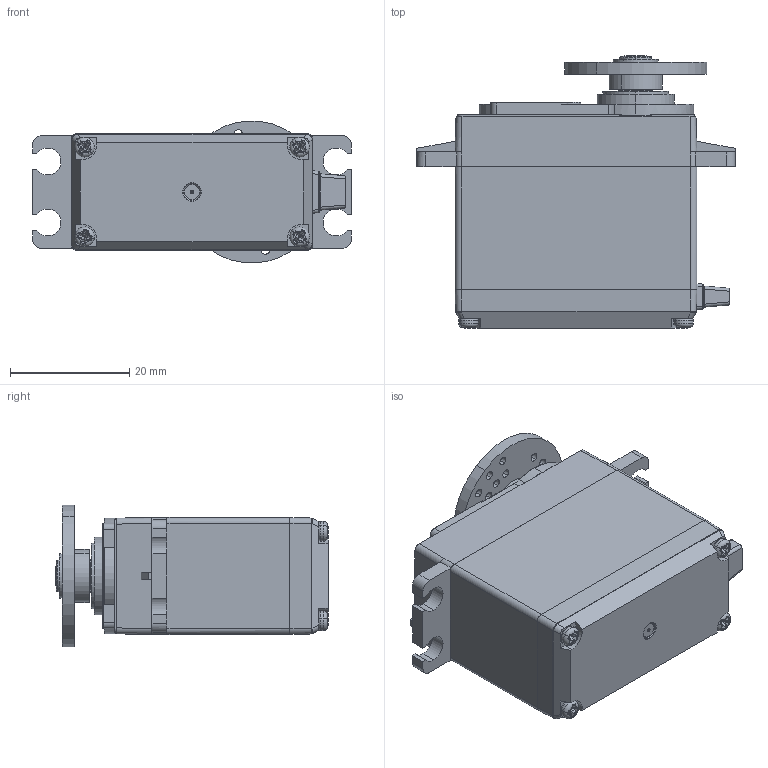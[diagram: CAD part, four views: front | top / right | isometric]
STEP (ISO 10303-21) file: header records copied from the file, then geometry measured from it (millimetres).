
FILE_DESCRIPTION (( 'STEP AP203' ), '1' );
FILE_NAME ('03.STEP', '2018-03-28T08:59:12', ( '' ), ( '' ), 'SwSTEP 2.0', 'SolidWorks 2015', '' );
FILE_SCHEMA (( 'CONFIG_CONTROL_DESIGN' ));
Length unit declared in the file: millimetre
Products named in the file (6): Íàêëåéêà ñåðâû; ROBOT SERVO Hitec HSR-2645CR 鐏鳧氀; ROBOT SERVO Hitec HSR-2645CR; ROBOT SERVO Hitec HSR-2645CR 睯艜 2; 03; ROBOT SERVO Hitec HSR-2645CR 睯艜
Assembly tree (8 placements, depth 2):
  03
    ROBOT SERVO Hitec HSR-2645CR
    Íàêëåéêà ñåðâû
    ROBOT SERVO Hitec HSR-2645CR 睯艜  x4
    ROBOT SERVO Hitec HSR-2645CR 鐏鳧氀
    ROBOT SERVO Hitec HSR-2645CR 睯艜 2
Bounding box: 53.4 x 45.6 x 23.76 mm (x, y, z)
Volume: 30995.1 mm3; surface area: 9743.7 mm2
Topology: 8 solids, 8 shells, 972 faces, 2548 edges, 1610 vertices
Faces by surface type: cylinder 458, plane 315, bspline 116, torus 55, cone 28
Entity records: 27360 total; most frequent: CARTESIAN_POINT 7398, ORIENTED_EDGE 4220, DIRECTION 3944, EDGE_CURVE 2110, AXIS2_PLACEMENT_3D 1478, VERTEX_POINT 1358, VECTOR 988, LINE 988
